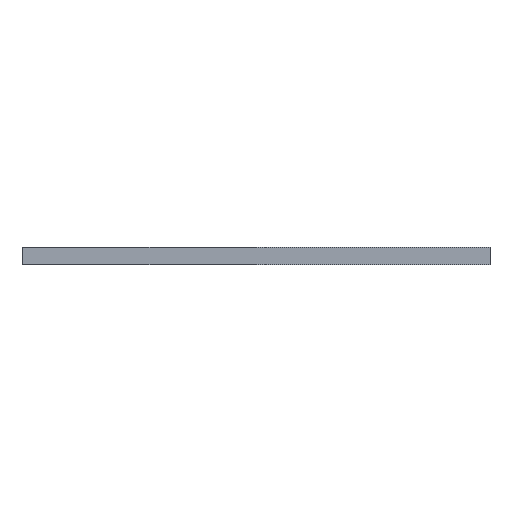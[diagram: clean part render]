
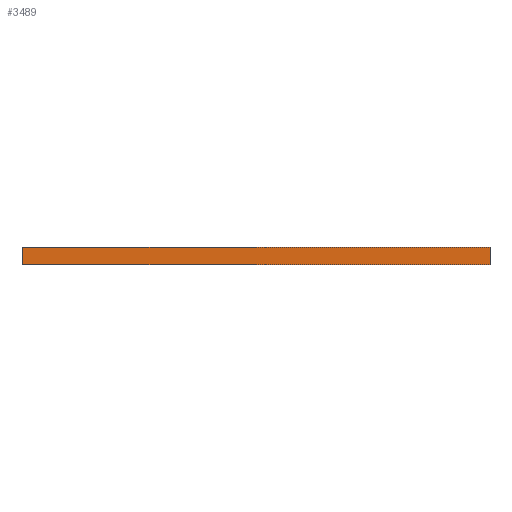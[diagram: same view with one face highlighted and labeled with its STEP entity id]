
A CAD part, left-side view. The second image highlights one B-rep face of the part: STEP entity #3489.
In plain terms, the highlighted planar face has unit normal (-1, 0, 0).
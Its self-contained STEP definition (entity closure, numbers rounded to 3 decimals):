
#217 = CARTESIAN_POINT ( 'NONE',  ( -22.4, 22.875, 0.85 ) ) ;
#301 = VERTEX_POINT ( 'NONE', #3684 ) ;
#316 = DIRECTION ( 'NONE',  ( 0., 1., 0. ) ) ;
#335 = DIRECTION ( 'NONE',  ( 0., 1., 0. ) ) ;
#397 = AXIS2_PLACEMENT_3D ( 'NONE', #3828, #3383, #5252 ) ;
#507 = EDGE_CURVE ( 'NONE', #3481, #5991, #3055, .T. ) ;
#733 = FACE_OUTER_BOUND ( 'NONE', #4232, .T. ) ;
#746 = CARTESIAN_POINT ( 'NONE',  ( -22.4, -22.875, 0.85 ) ) ;
#974 = ORIENTED_EDGE ( 'NONE', *, *, #4680, .T. ) ;
#1232 = ORIENTED_EDGE ( 'NONE', *, *, #2108, .F. ) ;
#1244 = ORIENTED_EDGE ( 'NONE', *, *, #507, .F. ) ;
#1474 = CARTESIAN_POINT ( 'NONE',  ( -22.4, -22.875, 0.85 ) ) ;
#1983 = CARTESIAN_POINT ( 'NONE',  ( -22.4, -22.875, -0.85 ) ) ;
#2108 = EDGE_CURVE ( 'NONE', #5991, #301, #4565, .T. ) ;
#2131 = DIRECTION ( 'NONE',  ( 0., 0., -1. ) ) ;
#2260 = CARTESIAN_POINT ( 'NONE',  ( -22.4, -22.875, -0.85 ) ) ;
#2355 = LINE ( 'NONE', #746, #4096 ) ;
#2894 = VERTEX_POINT ( 'NONE', #3014 ) ;
#3014 = CARTESIAN_POINT ( 'NONE',  ( -22.4, 22.875, 0.85 ) ) ;
#3055 = LINE ( 'NONE', #5534, #4490 ) ;
#3092 = DIRECTION ( 'NONE',  ( 0., 0., -1. ) ) ;
#3349 = VECTOR ( 'NONE', #2131, 1000. ) ;
#3383 = DIRECTION ( 'NONE',  ( -1., 0., 0. ) ) ;
#3430 = LINE ( 'NONE', #217, #3349 ) ;
#3481 = VERTEX_POINT ( 'NONE', #1474 ) ;
#3489 = ADVANCED_FACE ( 'NONE', ( #733 ), #4367, .T. ) ;
#3684 = CARTESIAN_POINT ( 'NONE',  ( -22.4, 22.875, -0.85 ) ) ;
#3828 = CARTESIAN_POINT ( 'NONE',  ( -22.4, -22.875, 0.85 ) ) ;
#4096 = VECTOR ( 'NONE', #335, 1000. ) ;
#4232 = EDGE_LOOP ( 'NONE', ( #1232, #1244, #5798, #974 ) ) ;
#4367 = PLANE ( 'NONE',  #397 ) ;
#4421 = VECTOR ( 'NONE', #316, 1000. ) ;
#4490 = VECTOR ( 'NONE', #3092, 1000. ) ;
#4565 = LINE ( 'NONE', #2260, #4421 ) ;
#4680 = EDGE_CURVE ( 'NONE', #2894, #301, #3430, .T. ) ;
#5252 = DIRECTION ( 'NONE',  ( 0., 0., 1. ) ) ;
#5343 = EDGE_CURVE ( 'NONE', #3481, #2894, #2355, .T. ) ;
#5534 = CARTESIAN_POINT ( 'NONE',  ( -22.4, -22.875, 0.85 ) ) ;
#5798 = ORIENTED_EDGE ( 'NONE', *, *, #5343, .T. ) ;
#5991 = VERTEX_POINT ( 'NONE', #1983 ) ;
